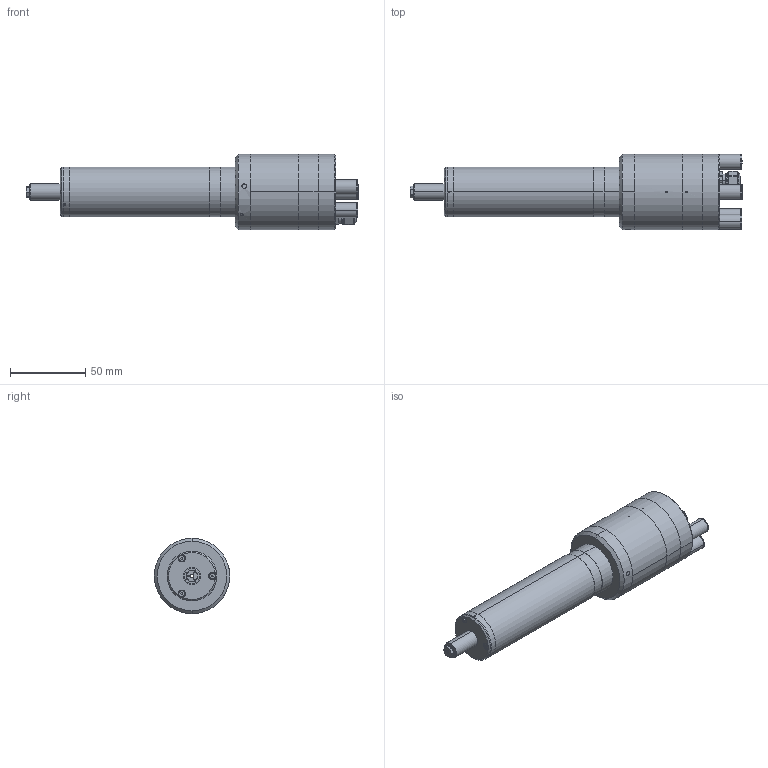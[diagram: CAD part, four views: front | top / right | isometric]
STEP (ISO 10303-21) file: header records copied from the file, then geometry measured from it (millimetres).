
FILE_DESCRIPTION (( 'STEP AP203' ), '1' );
FILE_NAME ('033A060-01A.STEP', '2011-02-09T14:23:31', ( 'Sekretariat' ), ( 'IBAG Switzerland AG' ), 'SwSTEP 2.0', 'SolidWorks 2010', '' );
FILE_SCHEMA (( 'CONFIG_CONTROL_DESIGN' ));
Length unit declared in the file: millimetre
Products named in the file (1): 033A060-01A
Bounding box: 219.97 x 50 x 50 mm (x, y, z)
Surface area: 38278.8 mm2 (no closed solid volume)
Topology: 0 solids, 39 shells, 291 faces, 983 edges, 726 vertices
Faces by surface type: plane 122, cylinder 121, cone 34, torus 14
Entity records: 11850 total; most frequent: CARTESIAN_POINT 3083, DIRECTION 1907, ORIENTED_EDGE 1512, EDGE_CURVE 975, AXIS2_PLACEMENT_3D 760, VERTEX_POINT 726, CIRCLE 468, EDGE_LOOP 420
